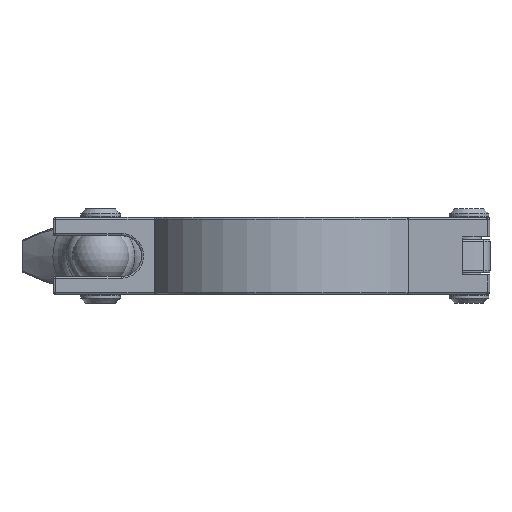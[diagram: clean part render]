
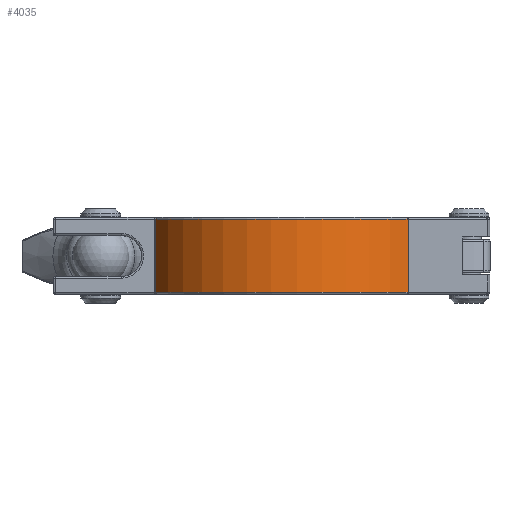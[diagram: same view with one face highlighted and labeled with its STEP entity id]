
A CAD part, front view. The second image highlights one B-rep face of the part: STEP entity #4035.
In plain terms, the highlighted cylindrical face has radius 30.246 mm (diameter 60.493 mm), a partial arc.
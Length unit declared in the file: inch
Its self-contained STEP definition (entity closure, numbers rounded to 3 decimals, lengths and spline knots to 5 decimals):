
#246=LINE('',#6952,#424);
#283=LINE('',#7481,#461);
#424=VECTOR('',#5413,0.3937);
#461=VECTOR('',#5632,0.3937);
#577=CYLINDRICAL_SURFACE('',#4540,1.1908);
#784=FACE_OUTER_BOUND('',#1042,.T.);
#1042=EDGE_LOOP('',(#3179,#3180,#3181,#3182));
#1396=CIRCLE('',#4457,1.1908);
#1438=CIRCLE('',#4522,1.1908);
#1686=VERTEX_POINT('',#6898);
#1702=VERTEX_POINT('',#6945);
#1708=VERTEX_POINT('',#6965);
#1753=VERTEX_POINT('',#7434);
#2165=EDGE_CURVE('',#1686,#1702,#246,.T.);
#2172=EDGE_CURVE('',#1708,#1686,#1396,.T.);
#2250=EDGE_CURVE('',#1702,#1753,#1438,.T.);
#2274=EDGE_CURVE('',#1708,#1753,#283,.T.);
#3179=ORIENTED_EDGE('',*,*,#2250,.F.);
#3180=ORIENTED_EDGE('',*,*,#2165,.F.);
#3181=ORIENTED_EDGE('',*,*,#2172,.F.);
#3182=ORIENTED_EDGE('',*,*,#2274,.T.);
#4035=ADVANCED_FACE('',(#784),#577,.T.);
#4457=AXIS2_PLACEMENT_3D('',#6967,#5430,#5431);
#4522=AXIS2_PLACEMENT_3D('',#7439,#5578,#5579);
#4540=AXIS2_PLACEMENT_3D('',#7480,#5630,#5631);
#5413=DIRECTION('',(0.,0.,1.));
#5430=DIRECTION('center_axis',(0.,0.,
-1.));
#5431=DIRECTION('ref_axis',(-0.153,-0.988,0.));
#5578=DIRECTION('center_axis',(0.,0.,
1.));
#5579=DIRECTION('ref_axis',(-0.153,-0.988,0.));
#5630=DIRECTION('center_axis',(0.,0.,
-1.));
#5631=DIRECTION('ref_axis',(-0.762,0.647,0.));
#5632=DIRECTION('',(0.,0.,1.));
#6898=CARTESIAN_POINT('',(0.81385,-0.57909,-0.2875));
#6945=CARTESIAN_POINT('',(0.81385,-0.57909,0.2925));
#6952=CARTESIAN_POINT('',(0.81385,-0.57909,0.0025));
#6965=CARTESIAN_POINT('',(2.81607,-0.88076,-0.2875));
#6967=CARTESIAN_POINT('Origin',(1.90836,-0.11,-0.2875));
#7434=CARTESIAN_POINT('',(2.81607,-0.88076,0.2925));
#7439=CARTESIAN_POINT('Origin',(1.90836,-0.11,0.2925));
#7480=CARTESIAN_POINT('Origin',(1.90836,-0.11,0.0025));
#7481=CARTESIAN_POINT('',(2.81607,-0.88076,0.0025));
